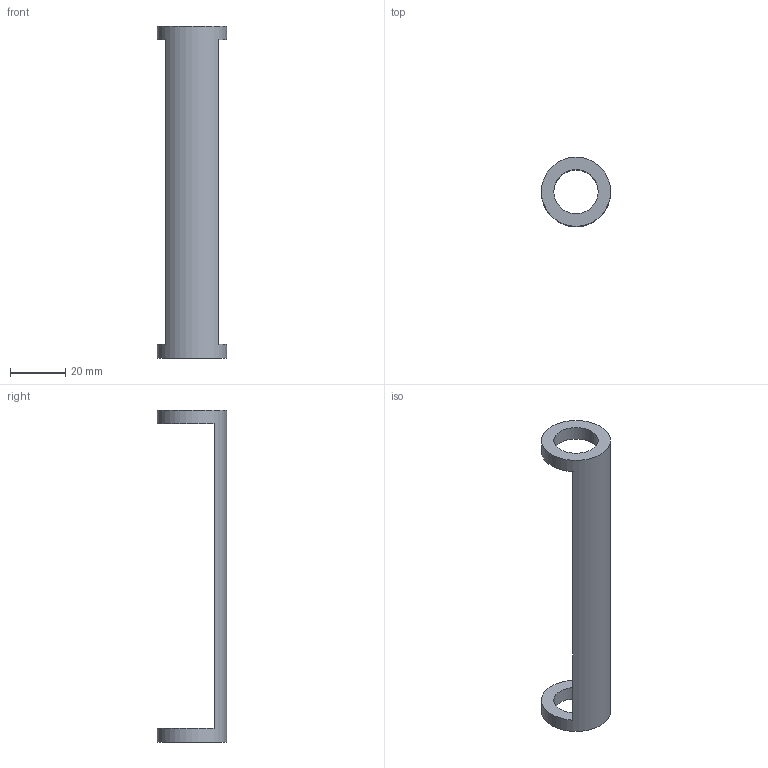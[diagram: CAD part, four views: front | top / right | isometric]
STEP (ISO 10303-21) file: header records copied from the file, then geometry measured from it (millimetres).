
FILE_DESCRIPTION(('FreeCAD Model'),'2;1');
FILE_NAME('Open CASCADE Shape Model','2025-08-17T12:42:26',(''),(''), 'Open CASCADE STEP processor 7.8','FreeCAD','Unknown');
FILE_SCHEMA(('AUTOMOTIVE_DESIGN { 1 0 10303 214 1 1 1 1 }'));
Length unit declared in the file: millimetre
Products named in the file (1): Body
Bounding box: 25 x 25 x 120 mm (x, y, z)
Volume: 9507.4 mm3; surface area: 6850 mm2
Topology: 1 solids, 1 shells, 8 faces, 22 edges, 14 vertices
Faces by surface type: plane 5, cylinder 3
Full cylindrical faces by diameter (mm): 16 x2, 25 x1
Entity records: 594 total; most frequent: CARTESIAN_POINT 113, DIRECTION 92, ORIENTED_EDGE 44, PCURVE 44, DEFINITIONAL_REPRESENTATION 44, LINE 42, VECTOR 42, EDGE_CURVE 22
